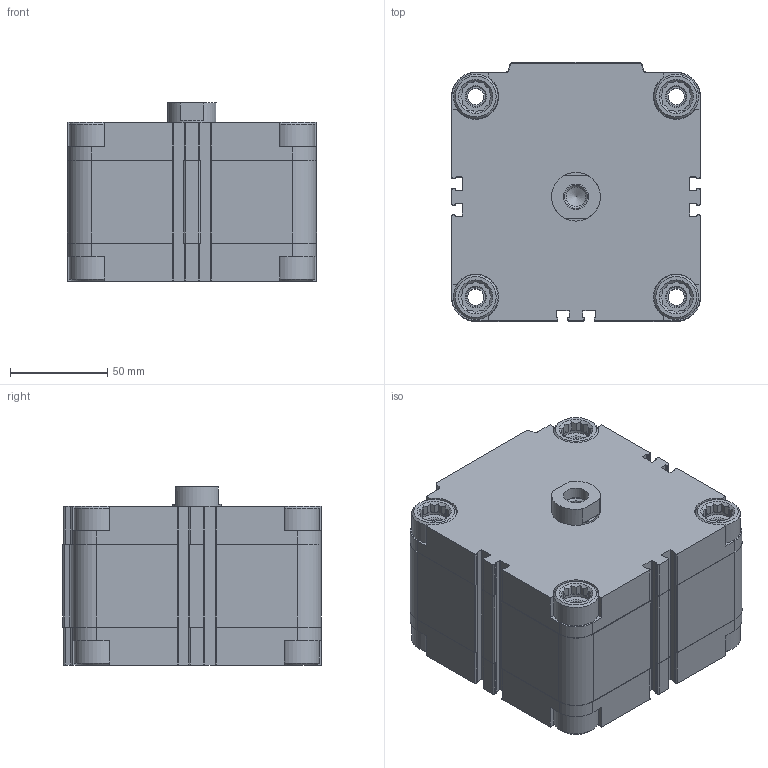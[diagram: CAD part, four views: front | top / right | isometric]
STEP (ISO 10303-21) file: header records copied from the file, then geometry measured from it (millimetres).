
FILE_DESCRIPTION(/* description */ ('STEP AP214'),/* implementation_level */ '2;1');
FILE_NAME(/* name */ '156973_AEVU-100-15-P-A',/* time_stamp */ '2024-08-02T19:59:20+02:00',/* author */ ('License CC BY-ND 4.0'),/* organization */ ('CADENAS'),/* preprocessor_version */ 'ST-DEVELOPER v19.3',/* originating_system */ 'PARTsolutions',/* authorisation */ ' ');
FILE_SCHEMA (('AUTOMOTIVE_DESIGN {1 0 10303 214 3 1 1}'));
Length unit declared in the file: millimetre
Products named in the file (4): 156973 AEVU-100-15-P-A---(0); 156973 AEVU-100-15-P-A---(0_ZR); 156973 AEVU-100-15-P-A---(KS); 340117 G1/4-AEVU
Assembly tree (3 placements, depth 2):
  156973 AEVU-100-15-P-A---(0)
    156973 AEVU-100-15-P-A---(0_ZR)
    156973 AEVU-100-15-P-A---(KS)
    340117 G1/4-AEVU
Bounding box: 128 x 133 x 91.5 mm (x, y, z)
Volume: 1177091.2 mm3; surface area: 150894.3 mm2
Topology: 3 solids, 3 shells, 597 faces, 1610 edges, 1066 vertices
Faces by surface type: plane 397, cylinder 168, cone 32
Full cylindrical faces by diameter (mm): 8 x1, 8.2 x1, 8.376 x8, 10.106 x1, 10.5 x1, 11.445 x2, 13 x1, 13.157 x1, 15.4 x4, 16.5 x8, 23 x8, 25 x2, 100 x2
Entity records: 18563 total; most frequent: CARTESIAN_POINT 3770, ORIENTED_EDGE 3062, DIRECTION 2916, EDGE_CURVE 1531, VERTEX_POINT 1062, AXIS2_PLACEMENT_3D 976, LINE 964, VECTOR 964
